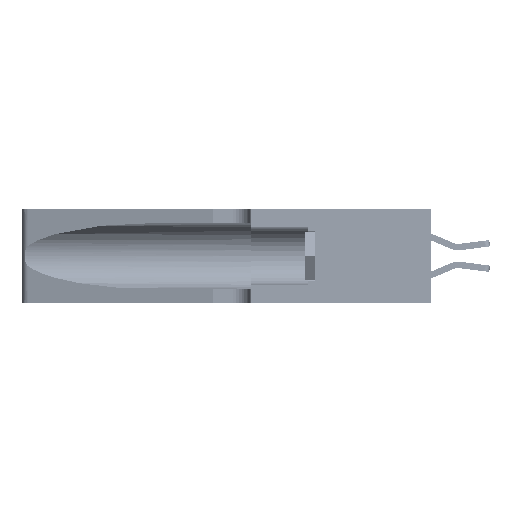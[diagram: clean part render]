
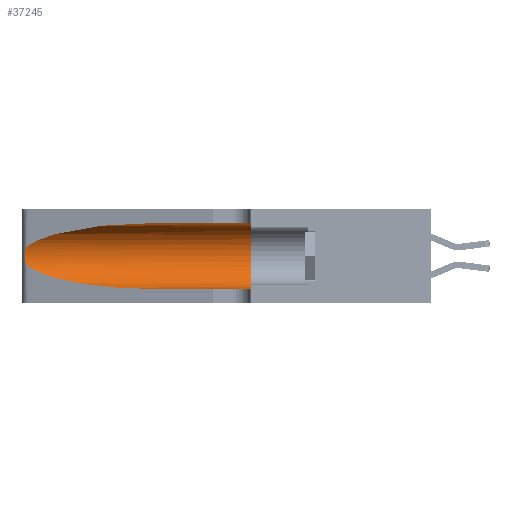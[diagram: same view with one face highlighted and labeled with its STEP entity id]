
A CAD part, left-side view. The second image highlights one B-rep face of the part: STEP entity #37245.
In plain terms, the highlighted cylindrical face has radius 3.308 mm (diameter 6.617 mm), a partial arc.
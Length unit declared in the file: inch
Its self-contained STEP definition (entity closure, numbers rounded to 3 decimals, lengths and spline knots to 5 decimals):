
#393 = EDGE_CURVE ( 'NONE', #44694, #30365, #36738, .T. ) ;
#544 = CARTESIAN_POINT ( 'NONE',  ( 0.25787, 1.23484, 0.2124 ) ) ;
#1721 = VERTEX_POINT ( 'NONE', #20608 ) ;
#2521 = CARTESIAN_POINT ( 'NONE',  ( 0.1305, 0.72297, 0.05475 ) ) ;
#4514 = CARTESIAN_POINT ( 'NONE',  ( 0.26018, 1.23835, 0.19895 ) ) ;
#7218 = LINE ( 'NONE', #42151, #47443 ) ;
#7577 = CARTESIAN_POINT ( 'NONE',  ( 0.1305, 0.72297, 0.31525 ) ) ;
#8447 = CARTESIAN_POINT ( 'NONE',  ( 0.26075, 1.23896, 0.178 ) ) ;
#9710 = EDGE_LOOP ( 'NONE', ( #47256, #11556, #13675, #32766, #12354, #18223 ) ) ;
#10712 = CARTESIAN_POINT ( 'NONE',  ( 0.1305, 0.35, 0.31525 ) ) ;
#11556 = ORIENTED_EDGE ( 'NONE', *, *, #393, .T. ) ;
#11885 = CARTESIAN_POINT ( 'NONE',  ( 0.25487, 1.22718, 0.14631 ) ) ;
#12354 = ORIENTED_EDGE ( 'NONE', *, *, #32151, .F. ) ;
#12365 = CARTESIAN_POINT ( 'NONE',  ( 0.25856, 1.23593, 0.16098 ) ) ;
#12742 = CARTESIAN_POINT ( 'NONE',  ( 0.1305, 0.35, 0.185 ) ) ;
#12807 = AXIS2_PLACEMENT_3D ( 'NONE', #12742, #40007, #16690 ) ;
#13064 = VERTEX_POINT ( 'NONE', #10712 ) ;
#13675 = ORIENTED_EDGE ( 'NONE', *, *, #29493, .T. ) ;
#15440 = CARTESIAN_POINT ( 'NONE',  ( 0.25487, 1.22718, 0.22369 ) ) ;
#16309 = CARTESIAN_POINT ( 'NONE',  ( 0.25639, 1.23186, 0.15144 ) ) ;
#16594 = DIRECTION ( 'NONE',  ( 0., -1., 0. ) ) ;
#16690 = DIRECTION ( 'NONE',  ( 0., 0., 1. ) ) ;
#17446 = FACE_OUTER_BOUND ( 'NONE', #9710, .T. ) ;
#17684 = EDGE_CURVE ( 'NONE', #1721, #37390, #23942, .T. ) ;
#18096 = CARTESIAN_POINT ( 'NONE',  ( 0.2373, 1.15595, 0.08982 ) ) ;
#18223 = ORIENTED_EDGE ( 'NONE', *, *, #33092, .F. ) ;
#18277 = DIRECTION ( 'NONE',  ( 0., -1., 0. ) ) ;
#20220 = CARTESIAN_POINT ( 'NONE',  ( 0.25487, 1.22718, 0.14631 ) ) ;
#20608 = CARTESIAN_POINT ( 'NONE',  ( 0.1305, 0.72297, 0.05475 ) ) ;
#23942 = LINE ( 'NONE', #49429, #43439 ) ;
#23952 = CARTESIAN_POINT ( 'NONE',  ( 0.25487, 1.22718, 0.22369 ) ) ;
#24956 = VERTEX_POINT ( 'NONE', #49571 ) ;
#25541 =( BOUNDED_CURVE ( )  B_SPLINE_CURVE ( 3, ( #7577, #34850, #38755, #15440 ),
 .UNSPECIFIED., .F., .F. ) 
 B_SPLINE_CURVE_WITH_KNOTS ( ( 4, 4 ),
 ( 1.5708, 2.84003 ),
 .UNSPECIFIED. ) 
 CURVE ( )  GEOMETRIC_REPRESENTATION_ITEM ( )  RATIONAL_B_SPLINE_CURVE ( ( 1., 0.87, 0.87, 1. ) ) 
 REPRESENTATION_ITEM ( '' )  );
#25929 = CARTESIAN_POINT ( 'NONE',  ( 0.18966, 0.96281, 0.05475 ) ) ;
#26576 = CYLINDRICAL_SURFACE ( 'NONE', #38417, 0.13025 ) ;
#27883 = CARTESIAN_POINT ( 'NONE',  ( 0.25854, 1.2359, 0.20912 ) ) ;
#29268 =( BOUNDED_CURVE ( )  B_SPLINE_CURVE ( 3, ( #45314, #18096, #25929, #2521 ),
 .UNSPECIFIED., .F., .F. ) 
 B_SPLINE_CURVE_WITH_KNOTS ( ( 4, 4 ),
 ( 3.44316, 4.71239 ),
 .UNSPECIFIED. ) 
 CURVE ( )  GEOMETRIC_REPRESENTATION_ITEM ( )  RATIONAL_B_SPLINE_CURVE ( ( 1., 0.87, 0.87, 1. ) ) 
 REPRESENTATION_ITEM ( '' )  );
#29493 = EDGE_CURVE ( 'NONE', #30365, #1721, #29268, .T. ) ;
#30365 = VERTEX_POINT ( 'NONE', #11885 ) ;
#31803 = CARTESIAN_POINT ( 'NONE',  ( 0.26075, 1.23896, 0.19203 ) ) ;
#32151 = EDGE_CURVE ( 'NONE', #13064, #37390, #49999, .T. ) ;
#32737 = CARTESIAN_POINT ( 'NONE',  ( 0.1305, 0.35, 0.05475 ) ) ;
#32766 = ORIENTED_EDGE ( 'NONE', *, *, #17684, .T. ) ;
#33092 = EDGE_CURVE ( 'NONE', #24956, #13064, #7218, .T. ) ;
#34387 = CARTESIAN_POINT ( 'NONE',  ( 0.25487, 1.22718, 0.22369 ) ) ;
#34850 = CARTESIAN_POINT ( 'NONE',  ( 0.18966, 0.96281, 0.31525 ) ) ;
#35711 = CARTESIAN_POINT ( 'NONE',  ( 0.26017, 1.23833, 0.17102 ) ) ;
#35978 = CARTESIAN_POINT ( 'NONE',  ( 0.1305, 1.61858, 0.185 ) ) ;
#36738 = B_SPLINE_CURVE_WITH_KNOTS ( 'NONE', 3,
 ( #23952, #47292, #43364, #544, #27883, #4514, #31803, #8447, #35711, #12365, #39632, #16309, #43521, #20220 ),
 .UNSPECIFIED., .F., .F.,
 ( 4, 2, 2, 2, 2, 2, 4 ),
 ( 0., 0.00027, 0.00053, 0.00107, 0.0016, 0.00187, 0.00214 ),
 .UNSPECIFIED. ) ;
#37245 = ADVANCED_FACE ( 'NONE', ( #17446 ), #26576, .F. ) ;
#37390 = VERTEX_POINT ( 'NONE', #32737 ) ;
#38408 = DIRECTION ( 'NONE',  ( 0., -1., 0. ) ) ;
#38417 = AXIS2_PLACEMENT_3D ( 'NONE', #35978, #16594, #43813 ) ;
#38755 = CARTESIAN_POINT ( 'NONE',  ( 0.2373, 1.15595, 0.28018 ) ) ;
#39632 = CARTESIAN_POINT ( 'NONE',  ( 0.25789, 1.23486, 0.15765 ) ) ;
#40007 = DIRECTION ( 'NONE',  ( 0., 1., 0. ) ) ;
#42151 = CARTESIAN_POINT ( 'NONE',  ( 0.1305, 1.61858, 0.31525 ) ) ;
#43364 = CARTESIAN_POINT ( 'NONE',  ( 0.25639, 1.23184, 0.21858 ) ) ;
#43439 = VECTOR ( 'NONE', #18277, 39.37008 ) ;
#43521 = CARTESIAN_POINT ( 'NONE',  ( 0.25555, 1.22993, 0.14849 ) ) ;
#43813 = DIRECTION ( 'NONE',  ( 0., 0., -1. ) ) ;
#44694 = VERTEX_POINT ( 'NONE', #34387 ) ;
#45314 = CARTESIAN_POINT ( 'NONE',  ( 0.25487, 1.22718, 0.14631 ) ) ;
#45491 = EDGE_CURVE ( 'NONE', #24956, #44694, #25541, .T. ) ;
#47256 = ORIENTED_EDGE ( 'NONE', *, *, #45491, .T. ) ;
#47292 = CARTESIAN_POINT ( 'NONE',  ( 0.25555, 1.22994, 0.2215 ) ) ;
#47443 = VECTOR ( 'NONE', #38408, 39.37008 ) ;
#49429 = CARTESIAN_POINT ( 'NONE',  ( 0.1305, 1.61858, 0.05475 ) ) ;
#49571 = CARTESIAN_POINT ( 'NONE',  ( 0.1305, 0.72297, 0.31525 ) ) ;
#49999 = CIRCLE ( 'NONE', #12807, 0.13025 ) ;
